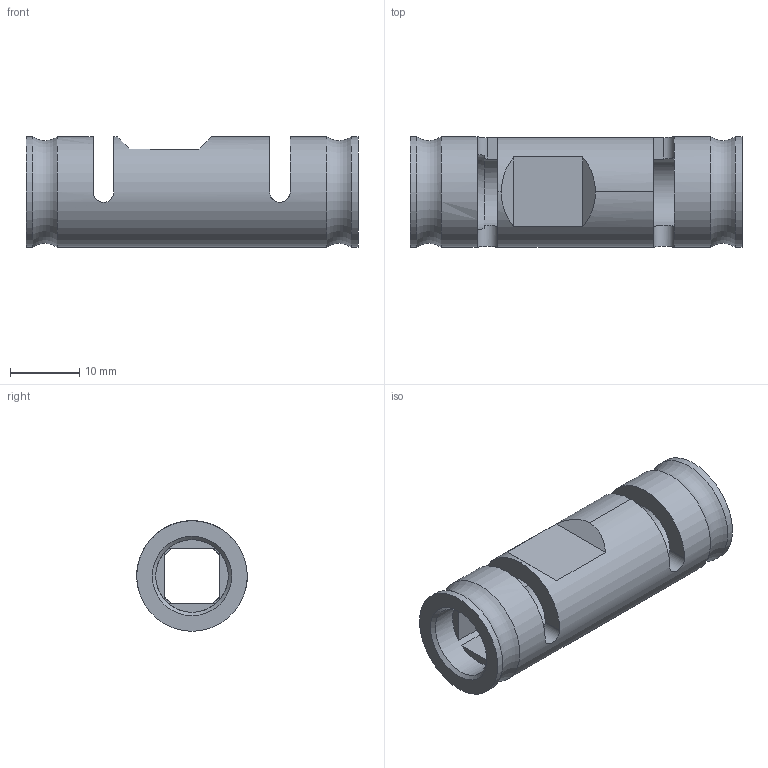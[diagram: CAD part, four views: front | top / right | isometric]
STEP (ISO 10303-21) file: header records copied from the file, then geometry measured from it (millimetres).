
FILE_DESCRIPTION( ( 'Unknown' ), '1' );
FILE_NAME( '704.04.1610.stp', 'Unknown', ( 'Unknown' ), ( 'Unknown' ), 'PSStep 15.0.49', 'Unknown', ' ' );
FILE_SCHEMA( ( 'AUTOMOTIVE_DESIGN { 1 0 10303 214 1 1 1 1 }' ) );
Length unit declared in the file: millimetre
Products named in the file (1): 1
Bounding box: 48 x 16 x 16 mm (x, y, z)
Volume: 5026.1 mm3; surface area: 4217.3 mm2
Topology: 1 solids, 1 shells, 40 faces, 114 edges, 74 vertices
Faces by surface type: plane 24, cylinder 12, cone 2, torus 2
Full cylindrical faces by diameter (mm): 10 x1, 10.5 x1, 16 x3
Entity records: 1628 total; most frequent: CARTESIAN_POINT 354, DIRECTION 196, ORIENTED_EDGE 188, EDGE_CURVE 94, AXIS2_PLACEMENT_3D 74, VERTEX_POINT 66, EDGE_LOOP 52, LINE 48
